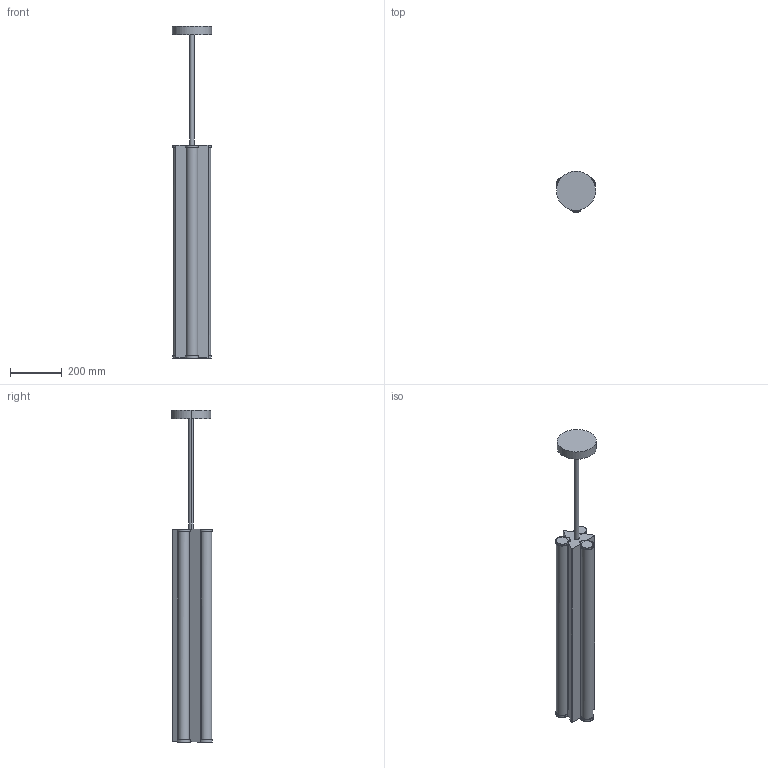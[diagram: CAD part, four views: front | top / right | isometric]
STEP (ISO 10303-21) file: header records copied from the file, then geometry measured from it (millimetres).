
FILE_DESCRIPTION(/* description */ (''),/* implementation_level */ '2;1');
FILE_NAME(/* name */ 'DREISPITZ 90 OUTDOOR',/* time_stamp */ '2025-04-24T11:41:17+02:00',/* author */ (''),/* organization */ (''),/* preprocessor_version */ 'ST-DEVELOPER v16.5',/* originating_system */ 'Rhino 7.37',/* authorisation */ '');
FILE_SCHEMA (('AUTOMOTIVE_DESIGN'));
Length unit declared in the file: millimetre
Products named in the file (1): Document
Bounding box: 151.01 x 157.96 x 1283 mm (x, y, z)
Volume: 6112815.4 mm3; surface area: 851388.1 mm2
Topology: 9 solids, 12 shells, 222 faces, 556 edges, 318 vertices
Faces by surface type: plane 107, cylinder 101, bspline 14
Entity records: 5971 total; most frequent: CARTESIAN_POINT 2460, ORIENTED_EDGE 1052, EDGE_CURVE 556, VERTEX_POINT 318, EDGE_LOOP 230, ADVANCED_FACE 222, FACE_OUTER_BOUND 222, DIRECTION 214
